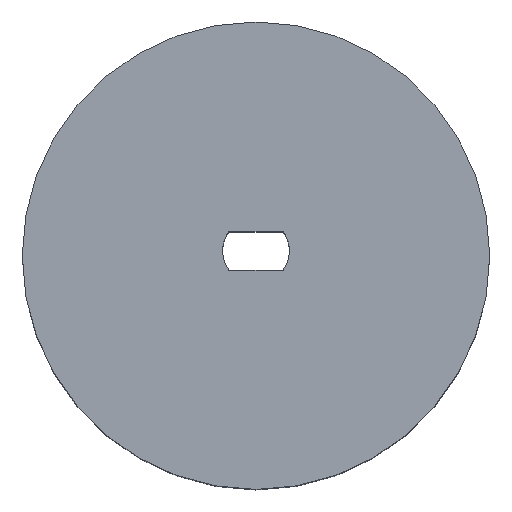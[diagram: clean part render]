
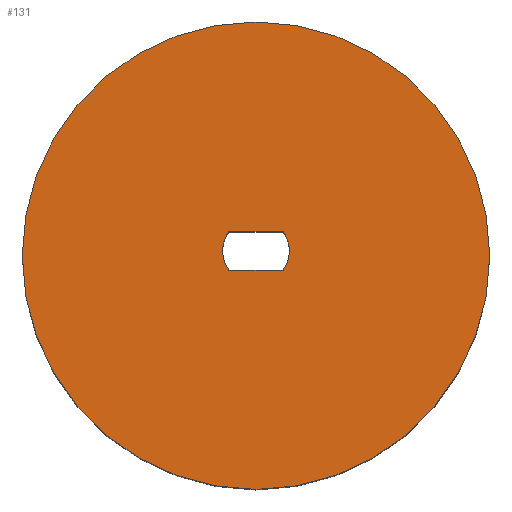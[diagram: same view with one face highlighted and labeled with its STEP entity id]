
A CAD part, top view. The second image highlights one B-rep face of the part: STEP entity #131.
In plain terms, the highlighted planar face has unit normal (0, 0, 1).
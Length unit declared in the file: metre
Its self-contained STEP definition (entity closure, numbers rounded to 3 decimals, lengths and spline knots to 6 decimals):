
#15=PLANE('',#157);
#21=LINE('',#213,#31);
#25=LINE('',#224,#35);
#31=VECTOR('',#173,1.);
#35=VECTOR('',#185,1.);
#63=ORIENTED_EDGE('',*,*,#83,.T.);
#64=ORIENTED_EDGE('',*,*,#70,.F.);
#65=ORIENTED_EDGE('',*,*,#75,.F.);
#66=ORIENTED_EDGE('',*,*,#79,.F.);
#67=ORIENTED_EDGE('',*,*,#81,.F.);
#70=EDGE_CURVE('',#86,#87,#97,.F.);
#75=EDGE_CURVE('',#90,#86,#21,.T.);
#79=EDGE_CURVE('',#93,#90,#99,.F.);
#81=EDGE_CURVE('',#87,#93,#25,.T.);
#83=EDGE_CURVE('',#95,#95,#101,.T.);
#86=VERTEX_POINT('',#202);
#87=VERTEX_POINT('',#204);
#90=VERTEX_POINT('',#212);
#93=VERTEX_POINT('',#220);
#95=VERTEX_POINT('',#229);
#97=CIRCLE('',#147,0.0026);
#99=CIRCLE('',#151,0.0026);
#101=CIRCLE('',#155,0.018222);
#110=EDGE_LOOP('',(#63));
#111=EDGE_LOOP('',(#64,#65,#66,#67));
#120=FACE_BOUND('',#110,.T.);
#121=FACE_BOUND('',#111,.T.);
#131=ADVANCED_FACE('',(#120,#121),#15,.T.);
#147=AXIS2_PLACEMENT_3D('',#203,#165,#166);
#151=AXIS2_PLACEMENT_3D('',#221,#180,#181);
#155=AXIS2_PLACEMENT_3D('',#228,#190,#191);
#157=AXIS2_PLACEMENT_3D('',#231,#194,#195);
#165=DIRECTION('',(0.,0.,-1.));
#166=DIRECTION('',(-1.,0.,0.));
#173=DIRECTION('',(1.,0.,0.));
#180=DIRECTION('',(0.,0.,-1.));
#181=DIRECTION('',(-1.,0.,0.));
#185=DIRECTION('',(-1.,0.,0.));
#190=DIRECTION('',(0.,0.,1.));
#191=DIRECTION('',(1.,0.,0.));
#194=DIRECTION('',(0.,0.,1.));
#195=DIRECTION('',(1.,0.,0.));
#202=CARTESIAN_POINT('',(0.002124,-0.0015,0.04));
#203=CARTESIAN_POINT('',(0.,0.,0.04));
#204=CARTESIAN_POINT('',(0.002124,0.0015,0.04));
#212=CARTESIAN_POINT('',(-0.002124,-0.0015,0.04));
#213=CARTESIAN_POINT('',(0.002124,-0.0015,0.04));
#220=CARTESIAN_POINT('',(-0.002124,0.0015,0.04));
#221=CARTESIAN_POINT('',(0.,0.,0.04));
#224=CARTESIAN_POINT('',(-0.002124,0.0015,0.04));
#228=CARTESIAN_POINT('',(0.,-0.000386,0.04));
#229=CARTESIAN_POINT('',(0.018222,-0.000386,0.04));
#231=CARTESIAN_POINT('',(0.,-0.000386,0.04));
